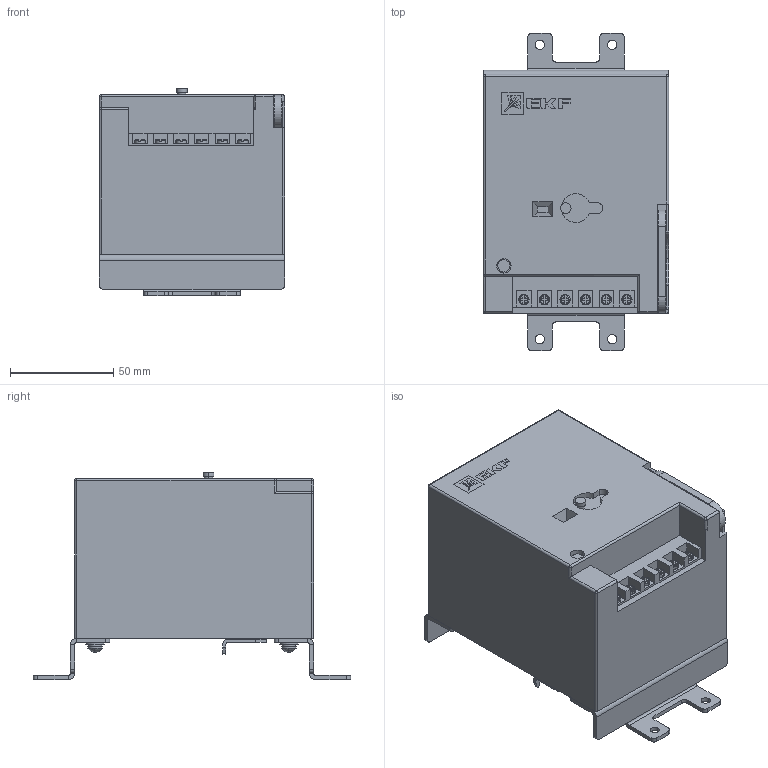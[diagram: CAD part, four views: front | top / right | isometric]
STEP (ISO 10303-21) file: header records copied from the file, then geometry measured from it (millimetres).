
FILE_DESCRIPTION (( 'STEP AP214' ), '1' );
FILE_NAME ('mccb-2-CD2-av AV POWER-2 Ýëåêòðîïðèâîä CD2.STEP', '2020-03-20T10:40:31', ( '' ), ( '' ), 'SwSTEP 2.0', 'SolidWorks 2019', '' );
FILE_SCHEMA (( 'AUTOMOTIVE_DESIGN' ));
Length unit declared in the file: millimetre
Products named in the file (7): Ìîòîðíûé ïðèâîä ê AV POWER-2; mccb-2-CD2-av AV POWER-2 Ýëåêòðîïðèâîä CD2; ﾘ琺矜 65ﾃ 019 ﾃﾎﾑﾒ 6402-70_4; Ãàéêà ÃÎÑÒ 5915-70_4.6G.5; 襟俶.745412.011 扰鍙欙樥燲00; Âèíò Ì4 ÃÎÑÒ17473-78_4å16; ﾘ琺矜 01.019 ﾃﾎﾑﾒ11371-78_4
Assembly tree (23 placements, depth 2):
  mccb-2-CD2-av AV POWER-2 Ýëåêòðîïðèâîä CD2
    Ìîòîðíûé ïðèâîä ê AV POWER-2
    襟俶.745412.011 扰鍙欙樥燲00  x2
    Âèíò Ì4 ÃÎÑÒ17473-78_4å16  x4
    ﾘ琺矜 01.019 ﾃﾎﾑﾒ11371-78_4  x8
    ﾘ琺矜 65ﾃ 019 ﾃﾎﾑﾒ 6402-70_4  x4
    Ãàéêà ÃÎÑÒ 5915-70_4.6G.5  x4
Bounding box: 90 x 154 x 100.5 mm (x, y, z)
Volume: 786056.7 mm3; surface area: 78221.4 mm2
Topology: 25 solids, 25 shells, 581 faces, 1477 edges, 973 vertices
Faces by surface type: plane 320, cylinder 190, cone 40, torus 18, sphere 13
Entity records: 12847 total; most frequent: CARTESIAN_POINT 2592, ORIENTED_EDGE 2042, DIRECTION 2029, EDGE_CURVE 1021, AXIS2_PLACEMENT_3D 694, VERTEX_POINT 689, VECTOR 641, LINE 641
